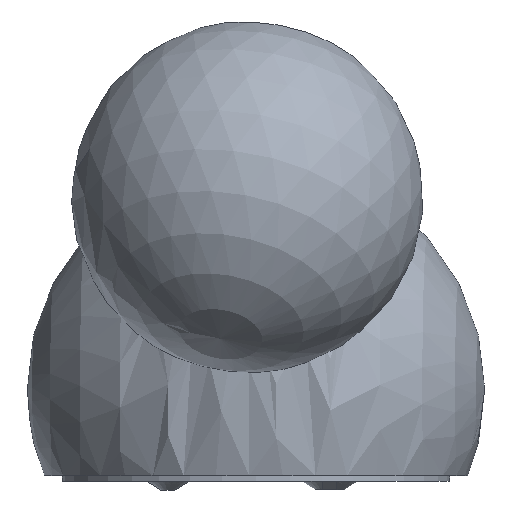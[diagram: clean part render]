
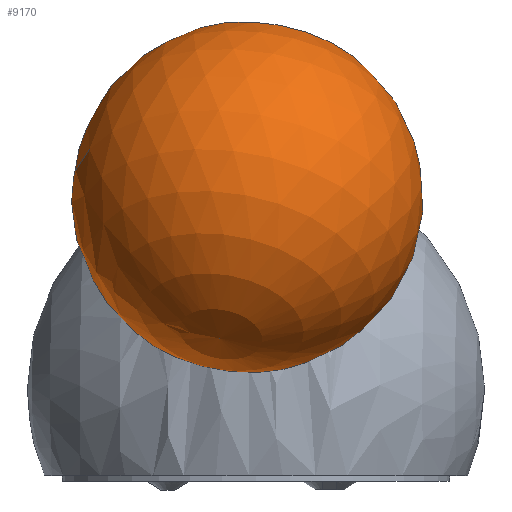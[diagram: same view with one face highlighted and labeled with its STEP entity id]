
A CAD part, front view. The second image highlights one B-rep face of the part: STEP entity #9170.
In plain terms, the highlighted spherical face has radius 50 mm.
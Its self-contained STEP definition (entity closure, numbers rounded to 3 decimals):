
#93=SPHERICAL_SURFACE('',#10521,50.);
#310=FACE_BOUND('',#1792,.T.);
#1199=FACE_OUTER_BOUND('',#1791,.T.);
#1791=EDGE_LOOP('',(#8538,#8539));
#1792=EDGE_LOOP('',(#8540));
#3917=CIRCLE('',#10522,50.);
#3918=CIRCLE('',#10523,33.63);
#4739=VERTEX_POINT('',#21293);
#4740=VERTEX_POINT('',#21294);
#4741=VERTEX_POINT('',#21296);
#6009=EDGE_CURVE('',#4739,#4740,#3917,.T.);
#6010=EDGE_CURVE('',#4741,#4741,#3918,.T.);
#8538=ORIENTED_EDGE('',*,*,#6009,.T.);
#8539=ORIENTED_EDGE('',*,*,#6009,.F.);
#8540=ORIENTED_EDGE('',*,*,#6010,.F.);
#9170=ADVANCED_FACE('',(#1199,#310),#93,.T.);
#10521=AXIS2_PLACEMENT_3D('',#21292,#13150,#13151);
#10522=AXIS2_PLACEMENT_3D('',#21295,#13152,#13153);
#10523=AXIS2_PLACEMENT_3D('',#21297,#13154,#13155);
#13150=DIRECTION('center_axis',(0.,0.,1.));
#13151=DIRECTION('ref_axis',(1.,0.,0.));
#13152=DIRECTION('center_axis',(0.,-1.,0.));
#13153=DIRECTION('ref_axis',(-1.,0.,0.));
#13154=DIRECTION('center_axis',(0.,1.,0.));
#13155=DIRECTION('ref_axis',(-1.,0.,0.));
#21292=CARTESIAN_POINT('Origin',(0.,0.,
0.));
#21293=CARTESIAN_POINT('',(0.,0.,50.));
#21294=CARTESIAN_POINT('',(0.,0.,-50.));
#21295=CARTESIAN_POINT('Origin',(0.,0.,
0.));
#21296=CARTESIAN_POINT('',(-33.63,37.,0.));
#21297=CARTESIAN_POINT('Origin',(0.,37.,
0.));
